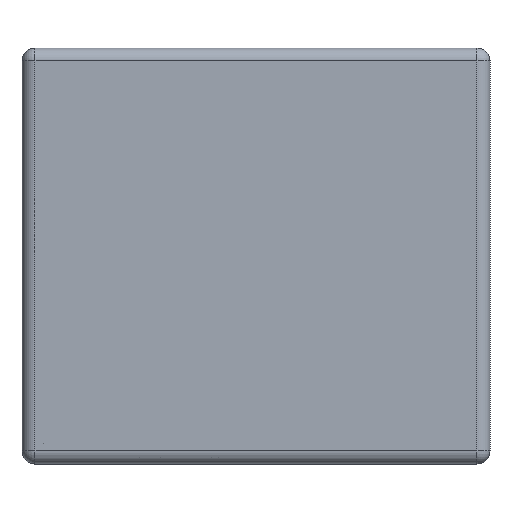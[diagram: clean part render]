
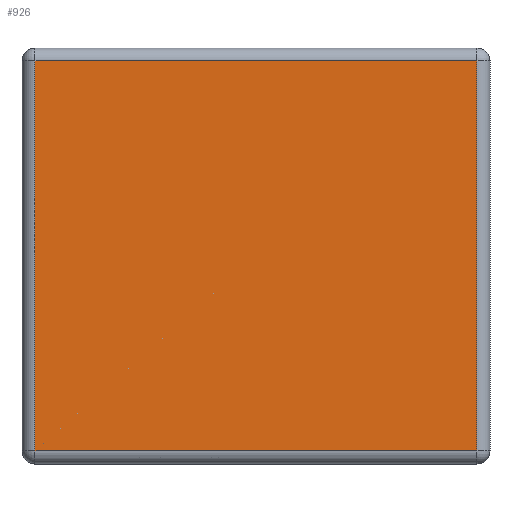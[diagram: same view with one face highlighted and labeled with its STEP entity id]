
A CAD part, left-side view. The second image highlights one B-rep face of the part: STEP entity #926.
In plain terms, the highlighted planar face has unit normal (-1, 0, 0).
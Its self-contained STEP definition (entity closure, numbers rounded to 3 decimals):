
#83 = CARTESIAN_POINT ( 'NONE',  ( -1.6, 0.05, -0.75 ) ) ;
#85 = VECTOR ( 'NONE', #1744, 1000. ) ;
#150 = LINE ( 'NONE', #1780, #1840 ) ;
#303 = ORIENTED_EDGE ( 'NONE', *, *, #2945, .T. ) ;
#327 = CARTESIAN_POINT ( 'NONE',  ( -1.6, 1.75, -0.75 ) ) ;
#344 = LINE ( 'NONE', #2229, #85 ) ;
#393 = ORIENTED_EDGE ( 'NONE', *, *, #1577, .T. ) ;
#417 = PLANE ( 'NONE',  #981 ) ;
#440 = CARTESIAN_POINT ( 'NONE',  ( -1.6, 0.05, 0.75 ) ) ;
#482 = ORIENTED_EDGE ( 'NONE', *, *, #2406, .T. ) ;
#591 = EDGE_LOOP ( 'NONE', ( #2464, #303, #482, #393 ) ) ;
#674 = VECTOR ( 'NONE', #1724, 1000. ) ;
#687 = CARTESIAN_POINT ( 'NONE',  ( -1.6, 1.75, -0.8 ) ) ;
#766 = DIRECTION ( 'NONE',  ( 1., 0., 0. ) ) ;
#926 = ADVANCED_FACE ( 'NONE', ( #3033 ), #417, .F. ) ;
#981 = AXIS2_PLACEMENT_3D ( 'NONE', #2910, #766, #1554 ) ;
#1025 = LINE ( 'NONE', #2193, #674 ) ;
#1334 = EDGE_CURVE ( 'NONE', #1868, #2003, #1025, .T. ) ;
#1554 = DIRECTION ( 'NONE',  ( 0., 0., -1. ) ) ;
#1577 = EDGE_CURVE ( 'NONE', #2731, #1868, #2346, .T. ) ;
#1723 = VERTEX_POINT ( 'NONE', #440 ) ;
#1724 = DIRECTION ( 'NONE',  ( 0., -1., 0. ) ) ;
#1744 = DIRECTION ( 'NONE',  ( 0., 1., 0. ) ) ;
#1780 = CARTESIAN_POINT ( 'NONE',  ( -1.6, 0.05, -0.8 ) ) ;
#1840 = VECTOR ( 'NONE', #2772, 1000. ) ;
#1868 = VERTEX_POINT ( 'NONE', #327 ) ;
#1914 = CARTESIAN_POINT ( 'NONE',  ( -1.6, 1.75, 0.75 ) ) ;
#2003 = VERTEX_POINT ( 'NONE', #83 ) ;
#2193 = CARTESIAN_POINT ( 'NONE',  ( -1.6, 3.639, -0.75 ) ) ;
#2229 = CARTESIAN_POINT ( 'NONE',  ( -1.6, 3.639, 0.75 ) ) ;
#2346 = LINE ( 'NONE', #687, #2521 ) ;
#2406 = EDGE_CURVE ( 'NONE', #1723, #2731, #344, .T. ) ;
#2464 = ORIENTED_EDGE ( 'NONE', *, *, #1334, .T. ) ;
#2521 = VECTOR ( 'NONE', #2602, 1000. ) ;
#2602 = DIRECTION ( 'NONE',  ( 0., 0., -1. ) ) ;
#2731 = VERTEX_POINT ( 'NONE', #1914 ) ;
#2772 = DIRECTION ( 'NONE',  ( 0., 0., 1. ) ) ;
#2910 = CARTESIAN_POINT ( 'NONE',  ( -1.6, 3.639, -0.8 ) ) ;
#2945 = EDGE_CURVE ( 'NONE', #2003, #1723, #150, .T. ) ;
#3033 = FACE_OUTER_BOUND ( 'NONE', #591, .T. ) ;
